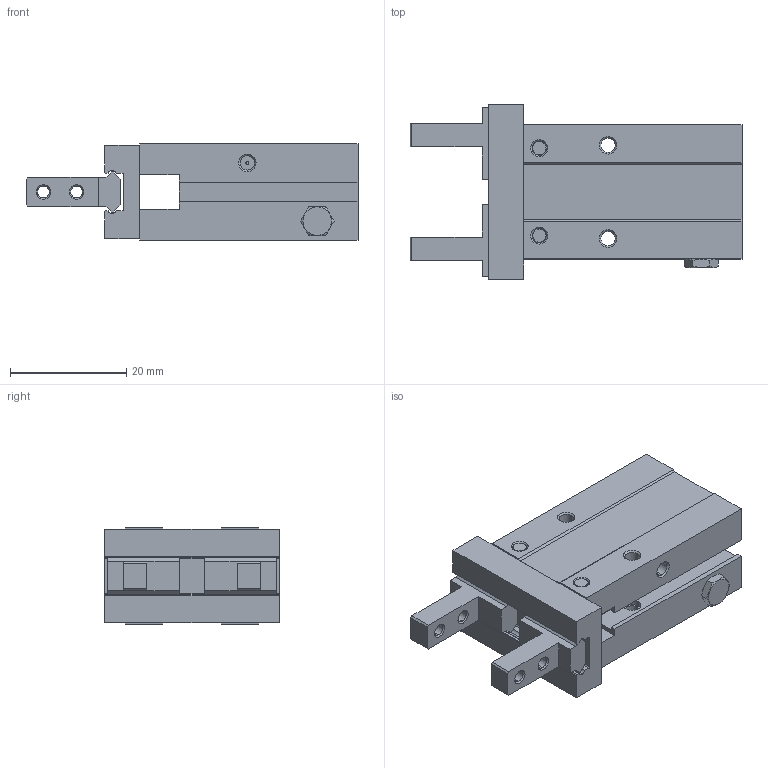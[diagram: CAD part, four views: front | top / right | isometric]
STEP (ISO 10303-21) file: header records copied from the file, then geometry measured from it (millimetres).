
FILE_DESCRIPTION (( 'STEP AP203' ), '1' );
FILE_NAME ('KP10MSA-M.step', '2017-07-18T20:17:18', ( '' ), ( '' ), 'SwSTEP 2.0', 'SolidWorks 2017', '' );
FILE_SCHEMA (( 'CONFIG_CONTROL_DESIGN' ));
Length unit declared in the file: millimetre
Products named in the file (4): KP10MSA-M-1; KP10MSA-M-2; KP10MSA-M-3; KP10MSA-M
Assembly tree (3 placements, depth 2):
  KP10MSA-M
    KP10MSA-M-1
    KP10MSA-M-2
    KP10MSA-M-3
Bounding box: 57 x 30 x 16.5 mm (x, y, z)
Volume: 14373.2 mm3; surface area: 7493.4 mm2
Topology: 3 solids, 4 shells, 240 faces, 584 edges, 368 vertices
Faces by surface type: plane 118, cone 66, cylinder 56
Entity records: 7606 total; most frequent: CARTESIAN_POINT 1622, ORIENTED_EDGE 1168, DIRECTION 1138, EDGE_CURVE 584, AXIS2_PLACEMENT_3D 432, VERTEX_POINT 368, EDGE_LOOP 274, LINE 274
